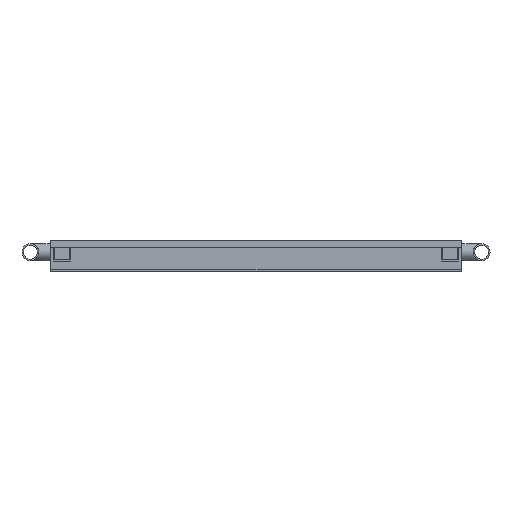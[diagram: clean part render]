
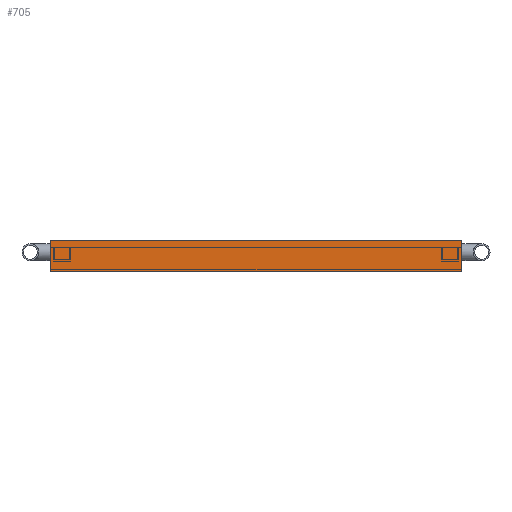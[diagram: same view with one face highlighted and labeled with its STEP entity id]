
A CAD part, front view. The second image highlights one B-rep face of the part: STEP entity #705.
In plain terms, the highlighted face is planar.
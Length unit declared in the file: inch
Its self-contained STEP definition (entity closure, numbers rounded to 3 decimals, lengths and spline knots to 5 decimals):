
#137=FACE_OUTER_BOUND('',#177,.T.);
#177=EDGE_LOOP('',(#486,#487,#488,#489));
#232=LINE('',#1259,#285);
#237=LINE('',#1271,#290);
#241=LINE('',#1283,#294);
#242=LINE('',#1284,#295);
#285=VECTOR('',#1039,39.37008);
#290=VECTOR('',#1048,39.37008);
#294=VECTOR('',#1058,39.37008);
#295=VECTOR('',#1059,39.37008);
#338=VERTEX_POINT('',#1257);
#339=VERTEX_POINT('',#1258);
#344=VERTEX_POINT('',#1269);
#349=VERTEX_POINT('',#1282);
#395=EDGE_CURVE('',#338,#339,#232,.T.);
#401=EDGE_CURVE('',#339,#344,#237,.T.);
#407=EDGE_CURVE('',#349,#344,#241,.T.);
#408=EDGE_CURVE('',#338,#349,#242,.T.);
#486=ORIENTED_EDGE('',*,*,#407,.F.);
#487=ORIENTED_EDGE('',*,*,#408,.F.);
#488=ORIENTED_EDGE('',*,*,#395,.T.);
#489=ORIENTED_EDGE('',*,*,#401,.T.);
#631=PLANE('',#956);
#705=ADVANCED_FACE('',(#137),#631,.F.);
#956=AXIS2_PLACEMENT_3D('',#1281,#1056,#1057);
#1039=DIRECTION('',(-1.,0.,0.));
#1048=DIRECTION('',(0.,1.,0.));
#1056=DIRECTION('center_axis',(0.,0.,1.));
#1057=DIRECTION('ref_axis',(1.,0.,0.));
#1058=DIRECTION('',(-1.,0.,0.));
#1059=DIRECTION('',(0.,1.,0.));
#1257=CARTESIAN_POINT('',(20.375,0.,0.));
#1258=CARTESIAN_POINT('',(-20.375,0.,0.));
#1259=CARTESIAN_POINT('',(20.375,0.,0.));
#1269=CARTESIAN_POINT('',(-20.375,3.,0.));
#1271=CARTESIAN_POINT('',(-20.375,1.5,0.));
#1281=CARTESIAN_POINT('Origin',(20.375,1.5,0.));
#1282=CARTESIAN_POINT('',(20.375,3.,0.));
#1283=CARTESIAN_POINT('',(20.375,3.,0.));
#1284=CARTESIAN_POINT('',(20.375,1.5,0.));
